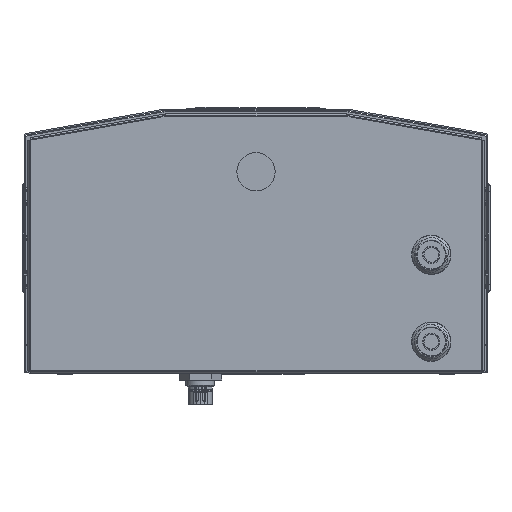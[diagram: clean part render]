
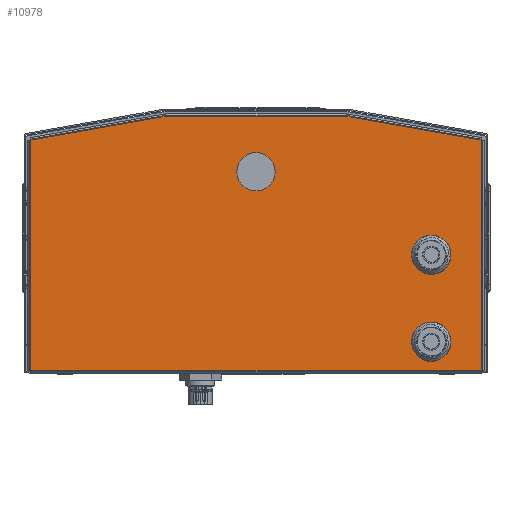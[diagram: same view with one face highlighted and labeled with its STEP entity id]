
A CAD part, front view. The second image highlights one B-rep face of the part: STEP entity #10978.
In plain terms, the highlighted planar face has unit normal (0, -1, 0).
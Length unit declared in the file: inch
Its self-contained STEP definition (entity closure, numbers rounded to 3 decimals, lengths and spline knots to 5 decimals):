
#234 = VERTEX_POINT ( 'NONE', #29467 ) ;
#897 = EDGE_CURVE ( 'NONE', #6831, #49332, #7302, .T. ) ;
#1042 = AXIS2_PLACEMENT_3D ( 'NONE', #23301, #35692, #11212 ) ;
#1296 = VERTEX_POINT ( 'NONE', #5423 ) ;
#1727 = EDGE_LOOP ( 'NONE', ( #22727, #40222, #44981, #35716, #51010, #31232 ) ) ;
#3111 = FACE_BOUND ( 'NONE', #28604, .T. ) ;
#3333 = VERTEX_POINT ( 'NONE', #9074 ) ;
#3450 = VERTEX_POINT ( 'NONE', #10452 ) ;
#3781 = CARTESIAN_POINT ( 'NONE',  ( -7.66891, -25.74498, 7.86967 ) ) ;
#4474 = DIRECTION ( 'NONE',  ( -1., 0., 0. ) ) ;
#5423 = CARTESIAN_POINT ( 'NONE',  ( 5.9626, -25.74498, 1.51525 ) ) ;
#6593 = DIRECTION ( 'NONE',  ( 0., -1., 0. ) ) ;
#6831 = VERTEX_POINT ( 'NONE', #38181 ) ;
#7302 = CIRCLE ( 'NONE', #10835, 0.5 ) ;
#7464 = CARTESIAN_POINT ( 'NONE',  ( -7.75591, -25.74498, 0.031 ) ) ;
#8069 = CARTESIAN_POINT ( 'NONE',  ( 3.09475, -25.74498, 8.6759 ) ) ;
#8593 = CARTESIAN_POINT ( 'NONE',  ( 0., -25.74498, 6.79439 ) ) ;
#9074 = CARTESIAN_POINT ( 'NONE',  ( 0., -25.74498, 6.14439 ) ) ;
#10452 = CARTESIAN_POINT ( 'NONE',  ( -7.66891, -25.74498, 7.86935 ) ) ;
#10835 = AXIS2_PLACEMENT_3D ( 'NONE', #26104, #43161, #51113 ) ;
#10858 = VERTEX_POINT ( 'NONE', #13885 ) ;
#10978 = ADVANCED_FACE ( 'NONE', ( #3111, #45188, #39969, #49037 ), #48501, .F. ) ;
#11212 = DIRECTION ( 'NONE',  ( 0., 0., 1. ) ) ;
#11554 = ORIENTED_EDGE ( 'NONE', *, *, #53573, .T. ) ;
#11801 = EDGE_LOOP ( 'NONE', ( #44810, #47072 ) ) ;
#12082 = CARTESIAN_POINT ( 'NONE',  ( -3.09475, -25.74498, 8.6759 ) ) ;
#12110 = CARTESIAN_POINT ( 'NONE',  ( -7.66891, -25.74498, 0.031 ) ) ;
#13885 = CARTESIAN_POINT ( 'NONE',  ( 5.9626, -25.74498, 0.51525 ) ) ;
#14382 = DIRECTION ( 'NONE',  ( -0.985, 0., -0.174 ) ) ;
#15108 = CIRCLE ( 'NONE', #1042, 0.65 ) ;
#15441 = CIRCLE ( 'NONE', #46148, 0.5 ) ;
#16592 = LINE ( 'NONE', #8069, #18963 ) ;
#16709 = DIRECTION ( 'NONE',  ( 0., 0., -1. ) ) ;
#17998 = VERTEX_POINT ( 'NONE', #53793 ) ;
#18959 = VECTOR ( 'NONE', #16709, 39.37008 ) ;
#18963 = VECTOR ( 'NONE', #4474, 39.37008 ) ;
#19624 = DIRECTION ( 'NONE',  ( 0., 0., -1. ) ) ;
#20801 = VERTEX_POINT ( 'NONE', #47908 ) ;
#22015 = EDGE_CURVE ( 'NONE', #20801, #234, #25247, .T. ) ;
#22118 = EDGE_CURVE ( 'NONE', #49332, #6831, #15441, .T. ) ;
#22274 = DIRECTION ( 'NONE',  ( 0., 0., -1. ) ) ;
#22579 = EDGE_LOOP ( 'NONE', ( #31518, #11554 ) ) ;
#22727 = ORIENTED_EDGE ( 'NONE', *, *, #24912, .T. ) ;
#23301 = CARTESIAN_POINT ( 'NONE',  ( 0., -25.74498, 6.79439 ) ) ;
#23707 = LINE ( 'NONE', #7464, #41239 ) ;
#23880 = LINE ( 'NONE', #3781, #18959 ) ;
#24281 = CARTESIAN_POINT ( 'NONE',  ( -7.75591, -25.74498, 8.7629 ) ) ;
#24763 = AXIS2_PLACEMENT_3D ( 'NONE', #54324, #38102, #30153 ) ;
#24912 = EDGE_CURVE ( 'NONE', #25507, #20801, #42329, .T. ) ;
#25210 = EDGE_CURVE ( 'NONE', #3450, #38770, #23880, .T. ) ;
#25247 = LINE ( 'NONE', #33512, #52267 ) ;
#25507 = VERTEX_POINT ( 'NONE', #35390 ) ;
#26104 = CARTESIAN_POINT ( 'NONE',  ( 5.9626, -25.74498, 3.96801 ) ) ;
#27168 = DIRECTION ( 'NONE',  ( 0., 0., -1. ) ) ;
#27408 = CIRCLE ( 'NONE', #24763, 0.5 ) ;
#27480 = EDGE_CURVE ( 'NONE', #17998, #3333, #45495, .T. ) ;
#27841 = CARTESIAN_POINT ( 'NONE',  ( -3.09475, -25.74498, 8.6759 ) ) ;
#28371 = DIRECTION ( 'NONE',  ( -1., 0., 0. ) ) ;
#28604 = EDGE_LOOP ( 'NONE', ( #37407, #51456 ) ) ;
#28820 = AXIS2_PLACEMENT_3D ( 'NONE', #8593, #33886, #46805 ) ;
#29467 = CARTESIAN_POINT ( 'NONE',  ( 3.09475, -25.74498, 8.6759 ) ) ;
#30153 = DIRECTION ( 'NONE',  ( 0., 0., -1. ) ) ;
#30431 = EDGE_CURVE ( 'NONE', #234, #32672, #16592, .T. ) ;
#31232 = ORIENTED_EDGE ( 'NONE', *, *, #51385, .F. ) ;
#31518 = ORIENTED_EDGE ( 'NONE', *, *, #27480, .T. ) ;
#31642 = CARTESIAN_POINT ( 'NONE',  ( 5.9626, -25.74498, 1.01525 ) ) ;
#32672 = VERTEX_POINT ( 'NONE', #12082 ) ;
#32908 = LINE ( 'NONE', #27841, #36751 ) ;
#33154 = EDGE_CURVE ( 'NONE', #32672, #3450, #32908, .T. ) ;
#33371 = AXIS2_PLACEMENT_3D ( 'NONE', #31642, #6593, #22274 ) ;
#33512 = CARTESIAN_POINT ( 'NONE',  ( 7.66922, -25.74498, 7.8693 ) ) ;
#33886 = DIRECTION ( 'NONE',  ( 0., 1., 0. ) ) ;
#35390 = CARTESIAN_POINT ( 'NONE',  ( 7.66891, -25.74498, 0.031 ) ) ;
#35692 = DIRECTION ( 'NONE',  ( 0., 1., 0. ) ) ;
#35716 = ORIENTED_EDGE ( 'NONE', *, *, #33154, .T. ) ;
#36751 = VECTOR ( 'NONE', #14382, 39.37008 ) ;
#37407 = ORIENTED_EDGE ( 'NONE', *, *, #44285, .F. ) ;
#38102 = DIRECTION ( 'NONE',  ( 0., -1., 0. ) ) ;
#38181 = CARTESIAN_POINT ( 'NONE',  ( 5.9626, -25.74498, 4.46801 ) ) ;
#38719 = DIRECTION ( 'NONE',  ( -0.985, 0., 0.174 ) ) ;
#38770 = VERTEX_POINT ( 'NONE', #12110 ) ;
#39798 = CARTESIAN_POINT ( 'NONE',  ( 5.9626, -25.74498, 3.46801 ) ) ;
#39969 = FACE_BOUND ( 'NONE', #22579, .T. ) ;
#40222 = ORIENTED_EDGE ( 'NONE', *, *, #22015, .T. ) ;
#41239 = VECTOR ( 'NONE', #28371, 39.37008 ) ;
#42329 = LINE ( 'NONE', #51658, #54060 ) ;
#42352 = EDGE_CURVE ( 'NONE', #1296, #10858, #53567, .T. ) ;
#43126 = DIRECTION ( 'NONE',  ( 0., -1., 0. ) ) ;
#43161 = DIRECTION ( 'NONE',  ( 0., -1., 0. ) ) ;
#43392 = CARTESIAN_POINT ( 'NONE',  ( 5.9626, -25.74498, 3.96801 ) ) ;
#44285 = EDGE_CURVE ( 'NONE', #10858, #1296, #27408, .T. ) ;
#44380 = DIRECTION ( 'NONE',  ( 0., 1., 0. ) ) ;
#44810 = ORIENTED_EDGE ( 'NONE', *, *, #22118, .F. ) ;
#44981 = ORIENTED_EDGE ( 'NONE', *, *, #30431, .T. ) ;
#45188 = FACE_BOUND ( 'NONE', #11801, .T. ) ;
#45495 = CIRCLE ( 'NONE', #28820, 0.65 ) ;
#46148 = AXIS2_PLACEMENT_3D ( 'NONE', #43392, #43126, #27168 ) ;
#46405 = AXIS2_PLACEMENT_3D ( 'NONE', #24281, #44380, #19624 ) ;
#46805 = DIRECTION ( 'NONE',  ( 0., 0., 1. ) ) ;
#47072 = ORIENTED_EDGE ( 'NONE', *, *, #897, .F. ) ;
#47908 = CARTESIAN_POINT ( 'NONE',  ( 7.66891, -25.74498, 7.86935 ) ) ;
#48501 = PLANE ( 'NONE',  #46405 ) ;
#49037 = FACE_OUTER_BOUND ( 'NONE', #1727, .T. ) ;
#49332 = VERTEX_POINT ( 'NONE', #39798 ) ;
#50832 = DIRECTION ( 'NONE',  ( 0., 0., 1. ) ) ;
#51010 = ORIENTED_EDGE ( 'NONE', *, *, #25210, .T. ) ;
#51113 = DIRECTION ( 'NONE',  ( 0., 0., -1. ) ) ;
#51385 = EDGE_CURVE ( 'NONE', #25507, #38770, #23707, .T. ) ;
#51456 = ORIENTED_EDGE ( 'NONE', *, *, #42352, .F. ) ;
#51658 = CARTESIAN_POINT ( 'NONE',  ( 7.66891, -25.74498, 0.031 ) ) ;
#52267 = VECTOR ( 'NONE', #38719, 39.37008 ) ;
#53567 = CIRCLE ( 'NONE', #33371, 0.5 ) ;
#53573 = EDGE_CURVE ( 'NONE', #3333, #17998, #15108, .T. ) ;
#53793 = CARTESIAN_POINT ( 'NONE',  ( 0., -25.74498, 7.44439 ) ) ;
#54060 = VECTOR ( 'NONE', #50832, 39.37008 ) ;
#54324 = CARTESIAN_POINT ( 'NONE',  ( 5.9626, -25.74498, 1.01525 ) ) ;
